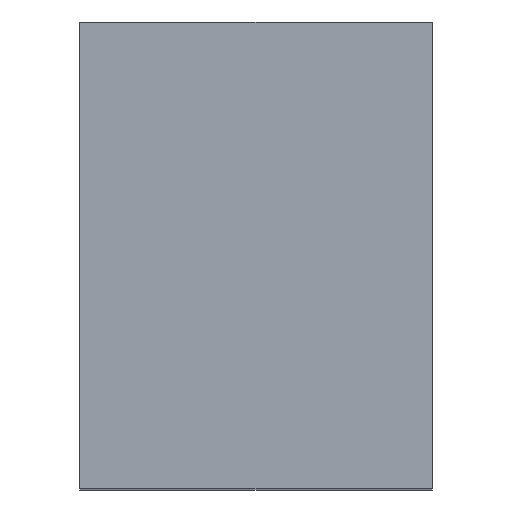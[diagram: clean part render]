
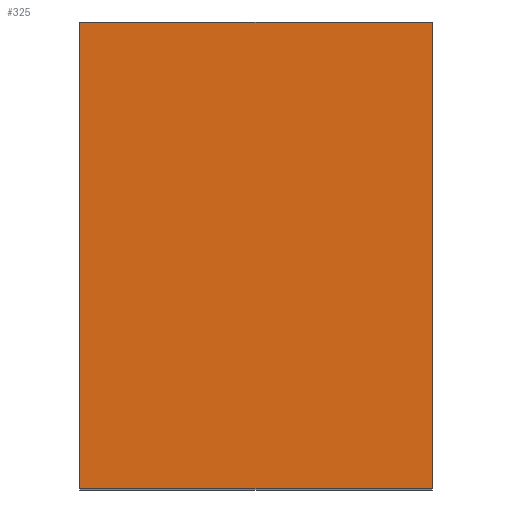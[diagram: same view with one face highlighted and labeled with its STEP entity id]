
A CAD part, top view. The second image highlights one B-rep face of the part: STEP entity #325.
In plain terms, the highlighted planar face has unit normal (0, 0, 1).
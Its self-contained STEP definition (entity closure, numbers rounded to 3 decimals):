
#62 = VERTEX_POINT('',#63);
#63 = CARTESIAN_POINT('',(0.,0.,42.));
#71 = EDGE_CURVE('',#62,#72,#74,.T.);
#72 = VERTEX_POINT('',#73);
#73 = CARTESIAN_POINT('',(0.,-26.5,42.));
#74 = LINE('',#75,#76);
#75 = CARTESIAN_POINT('',(0.,0.,42.));
#76 = VECTOR('',#77,1.);
#77 = DIRECTION('',(0.,-1.,0.));
#166 = VERTEX_POINT('',#167);
#167 = CARTESIAN_POINT('',(20.,-26.5,42.));
#173 = EDGE_CURVE('',#174,#166,#176,.T.);
#174 = VERTEX_POINT('',#175);
#175 = CARTESIAN_POINT('',(20.,0.,42.));
#176 = LINE('',#177,#178);
#177 = CARTESIAN_POINT('',(20.,0.,42.));
#178 = VECTOR('',#179,1.);
#179 = DIRECTION('',(0.,-1.,0.));
#259 = EDGE_CURVE('',#166,#72,#260,.T.);
#260 = LINE('',#261,#262);
#261 = CARTESIAN_POINT('',(20.,-26.5,42.));
#262 = VECTOR('',#263,1.);
#263 = DIRECTION('',(-1.,0.,0.));
#304 = EDGE_CURVE('',#174,#62,#305,.T.);
#305 = LINE('',#306,#307);
#306 = CARTESIAN_POINT('',(20.,0.,42.));
#307 = VECTOR('',#308,1.);
#308 = DIRECTION('',(-1.,0.,0.));
#325 = ADVANCED_FACE('',(#326),#332,.F.);
#326 = FACE_BOUND('',#327,.F.);
#327 = EDGE_LOOP('',(#328,#329,#330,#331));
#328 = ORIENTED_EDGE('',*,*,#173,.T.);
#329 = ORIENTED_EDGE('',*,*,#259,.T.);
#330 = ORIENTED_EDGE('',*,*,#71,.F.);
#331 = ORIENTED_EDGE('',*,*,#304,.F.);
#332 = PLANE('',#333);
#333 = AXIS2_PLACEMENT_3D('',#334,#335,#336);
#334 = CARTESIAN_POINT('',(20.,0.,42.));
#335 = DIRECTION('',(-0.,0.,-1.));
#336 = DIRECTION('',(-1.,0.,0.));
